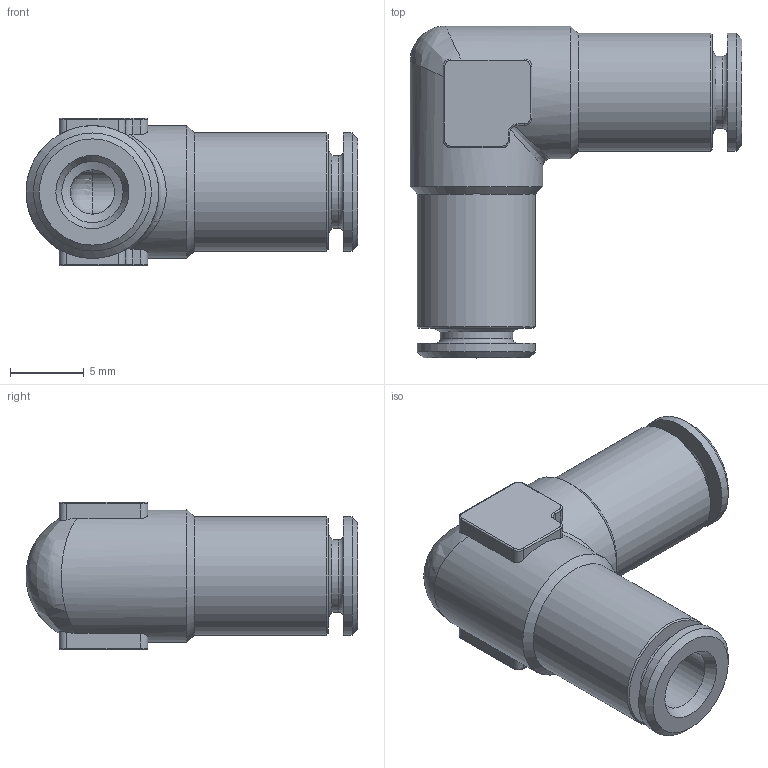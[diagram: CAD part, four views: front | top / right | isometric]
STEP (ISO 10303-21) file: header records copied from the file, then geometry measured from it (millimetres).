
FILE_DESCRIPTION(( 'MAL.28.04.04.stp' ), '1');
FILE_NAME( 'MAL.28.04.04.stp', '2021-02-19T16:28:27',( 'Sopra'),('sopra-pneumatic.com'), 'SwSTEP 2.0','SolidWorks 2009','' );
FILE_SCHEMA( ( 'AUTOMOTIVE_DESIGN { 1 0 10303 214 1 1 1 1 }' ) );
Length unit declared in the file: metre
Products named in the file (1): Taglia-Rivoluzione5
Bounding box: 22.5 x 22.5 x 10 mm (x, y, z)
Volume: 1537.6 mm3; surface area: 1575 mm2
Topology: 1 solids, 1 shells, 85 faces, 199 edges, 118 vertices
Faces by surface type: cylinder 36, plane 20, torus 14, cone 12, bspline 2, sphere 1
Full cylindrical faces by diameter (mm): 3 x2, 4.15 x2, 4.9 x2, 8 x4, 9 x2
Entity records: 3246 total; most frequent: CARTESIAN_POINT 757, DIRECTION 392, ORIENTED_EDGE 330, AXIS2_PLACEMENT_3D 168, EDGE_CURVE 165, EDGE_LOOP 117, VERTEX_POINT 112, FACE_OUTER_BOUND 99
